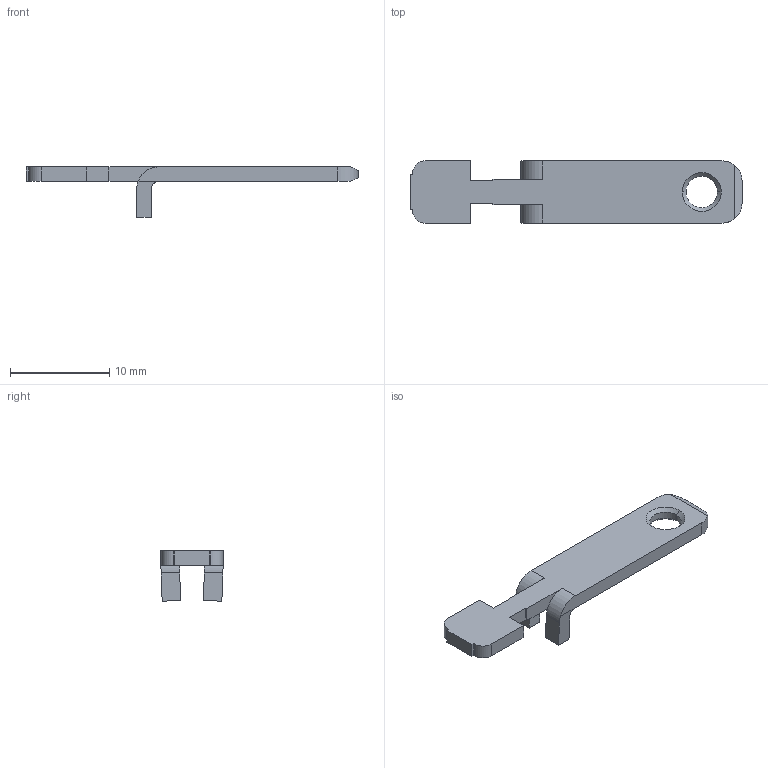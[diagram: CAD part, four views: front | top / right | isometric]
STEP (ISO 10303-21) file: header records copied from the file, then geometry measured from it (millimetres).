
FILE_DESCRIPTION (( 'STEP AP203' ), '1' );
FILE_NAME ('14398.STEP', '2015-02-23T18:16:11', ( '' ), ( '' ), 'SwSTEP 2.0', 'SolidWorks 2014', '' );
FILE_SCHEMA (( 'CONFIG_CONTROL_DESIGN' ));
Length unit declared in the file: inch
Products named in the file (1): 14398
Bounding box: 33.53 x 6.29 x 5.08 mm (x, y, z)
Volume: 278.8 mm3; surface area: 536.4 mm2
Topology: 1 solids, 1 shells, 46 faces, 126 edges, 82 vertices
Faces by surface type: plane 32, cylinder 10, cone 4
Entity records: 1525 total; most frequent: CARTESIAN_POINT 291, ORIENTED_EDGE 252, DIRECTION 228, EDGE_CURVE 126, VECTOR 94, LINE 94, VERTEX_POINT 82, AXIS2_PLACEMENT_3D 67
